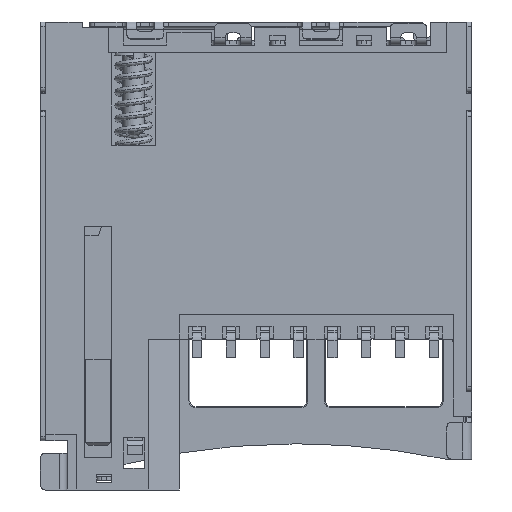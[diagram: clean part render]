
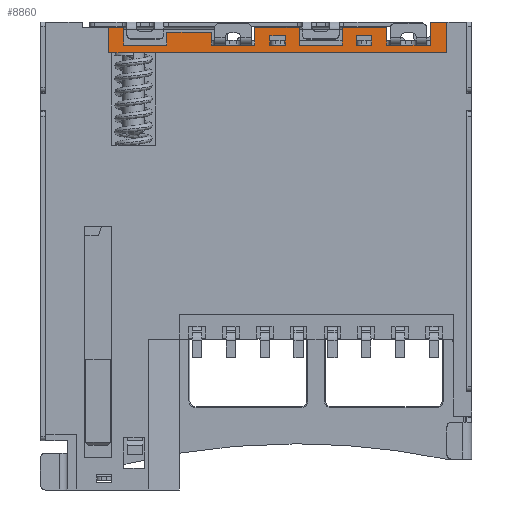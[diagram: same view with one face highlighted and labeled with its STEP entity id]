
A CAD part, front view. The second image highlights one B-rep face of the part: STEP entity #8860.
In plain terms, the highlighted planar face has unit normal (0, -1, 0).
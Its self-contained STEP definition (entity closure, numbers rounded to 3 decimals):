
#2098=DIRECTION('',(0.,0.,-1.));
#2099=VECTOR('',#2098,0.42);
#2100=CARTESIAN_POINT('',(-4.18,0.1,-0.33));
#2101=LINE('',#2100,#2099);
#2106=DIRECTION('',(-1.,0.,0.));
#2107=VECTOR('',#2106,1.45);
#2108=CARTESIAN_POINT('',(-2.73,0.1,-0.33));
#2109=LINE('',#2108,#2107);
#2118=DIRECTION('',(1.,0.,0.));
#2119=VECTOR('',#2118,1.4);
#2120=CARTESIAN_POINT('',(-2.73,0.1,-0.75));
#2121=LINE('',#2120,#2119);
#2122=DIRECTION('',(1.,0.,0.));
#2123=VECTOR('',#2122,1.4);
#2124=CARTESIAN_POINT('',(0.12,0.1,-0.75));
#2125=LINE('',#2124,#2123);
#2126=DIRECTION('',(1.,0.,0.));
#2127=VECTOR('',#2126,1.4);
#2128=CARTESIAN_POINT('',(2.97,0.1,-0.75));
#2129=LINE('',#2128,#2127);
#2130=DIRECTION('',(1.,0.,0.));
#2131=VECTOR('',#2130,0.5);
#2132=CARTESIAN_POINT('',(1.97,0.1,-0.75));
#2133=LINE('',#2132,#2131);
#2134=DIRECTION('',(0.,0.,-1.));
#2135=VECTOR('',#2134,0.3);
#2136=CARTESIAN_POINT('',(-0.83,0.1,-0.45));
#2137=LINE('',#2136,#2135);
#2138=DIRECTION('',(1.,0.,0.));
#2139=VECTOR('',#2138,0.5);
#2140=CARTESIAN_POINT('',(-0.83,0.1,-0.75));
#2141=LINE('',#2140,#2139);
#2154=DIRECTION('',(0.,0.,1.));
#2155=VECTOR('',#2154,0.42);
#2156=CARTESIAN_POINT('',(-2.73,0.1,-0.75));
#2157=LINE('',#2156,#2155);
#2222=DIRECTION('',(1.,0.,0.));
#2223=VECTOR('',#2222,1.4);
#2224=CARTESIAN_POINT('',(-5.96,0.1,-1.));
#2225=LINE('',#2224,#2223);
#2659=DIRECTION('',(0.,0.,1.));
#2660=VECTOR('',#2659,0.57);
#2661=CARTESIAN_POINT('',(-5.58,0.1,-0.75));
#2662=LINE('',#2661,#2660);
#2671=DIRECTION('',(-1.,0.,0.));
#2672=VECTOR('',#2671,0.5);
#2673=CARTESIAN_POINT('',(-5.58,0.1,-0.18));
#2674=LINE('',#2673,#2672);
#2699=DIRECTION('',(0.,0.,-1.));
#2700=VECTOR('',#2699,0.82);
#2701=CARTESIAN_POINT('',(-6.08,0.1,-0.18));
#2702=LINE('',#2701,#2700);
#2711=DIRECTION('',(1.,0.,0.));
#2712=VECTOR('',#2711,0.12);
#2713=CARTESIAN_POINT('',(-6.08,0.1,-1.));
#2714=LINE('',#2713,#2712);
#2835=DIRECTION('',(1.,0.,0.));
#2836=VECTOR('',#2835,9.48);
#2837=CARTESIAN_POINT('',(-4.56,0.1,-1.));
#2838=LINE('',#2837,#2836);
#2847=DIRECTION('',(0.,0.,1.));
#2848=VECTOR('',#2847,1.);
#2849=CARTESIAN_POINT('',(4.92,0.1,-1.));
#2850=LINE('',#2849,#2848);
#2855=DIRECTION('',(-1.,0.,0.));
#2856=VECTOR('',#2855,0.55);
#2857=CARTESIAN_POINT('',(4.92,0.1,0.));
#2858=LINE('',#2857,#2856);
#2875=DIRECTION('',(0.,0.,-1.));
#2876=VECTOR('',#2875,0.75);
#2877=CARTESIAN_POINT('',(4.37,0.1,0.));
#2878=LINE('',#2877,#2876);
#2919=DIRECTION('',(1.,0.,0.));
#2920=VECTOR('',#2919,0.5);
#2921=CARTESIAN_POINT('',(-0.83,0.1,-0.45));
#2922=LINE('',#2921,#2920);
#2927=DIRECTION('',(0.,0.,-1.));
#2928=VECTOR('',#2927,0.3);
#2929=CARTESIAN_POINT('',(-0.33,0.1,-0.45));
#2930=LINE('',#2929,#2928);
#2963=DIRECTION('',(0.,0.,1.));
#2964=VECTOR('',#2963,0.57);
#2965=CARTESIAN_POINT('',(0.12,0.1,-0.75));
#2966=LINE('',#2965,#2964);
#2987=DIRECTION('',(-1.,0.,0.));
#2988=VECTOR('',#2987,1.45);
#2989=CARTESIAN_POINT('',(0.12,0.1,-0.18));
#2990=LINE('',#2989,#2988);
#2995=DIRECTION('',(0.,0.,-1.));
#2996=VECTOR('',#2995,0.57);
#2997=CARTESIAN_POINT('',(-1.33,0.1,-0.18));
#2998=LINE('',#2997,#2996);
#3143=DIRECTION('',(0.,0.,1.));
#3144=VECTOR('',#3143,0.57);
#3145=CARTESIAN_POINT('',(2.97,0.1,-0.75));
#3146=LINE('',#3145,#3144);
#3179=DIRECTION('',(0.,0.,-1.));
#3180=VECTOR('',#3179,0.3);
#3181=CARTESIAN_POINT('',(2.47,0.1,-0.45));
#3182=LINE('',#3181,#3180);
#3203=DIRECTION('',(-1.,0.,0.));
#3204=VECTOR('',#3203,1.45);
#3205=CARTESIAN_POINT('',(2.97,0.1,-0.18));
#3206=LINE('',#3205,#3204);
#3231=DIRECTION('',(0.,0.,-1.));
#3232=VECTOR('',#3231,0.57);
#3233=CARTESIAN_POINT('',(1.52,0.1,-0.18));
#3234=LINE('',#3233,#3232);
#3251=DIRECTION('',(0.,0.,1.));
#3252=VECTOR('',#3251,0.3);
#3253=CARTESIAN_POINT('',(1.97,0.1,-0.75));
#3254=LINE('',#3253,#3252);
#3279=DIRECTION('',(1.,0.,0.));
#3280=VECTOR('',#3279,0.5);
#3281=CARTESIAN_POINT('',(1.97,0.1,-0.45));
#3282=LINE('',#3281,#3280);
#3287=DIRECTION('',(-1.,0.,0.));
#3288=VECTOR('',#3287,1.4);
#3289=CARTESIAN_POINT('',(-4.18,0.1,-0.75));
#3290=LINE('',#3289,#3288);
#4462=CARTESIAN_POINT('',(-1.33,0.1,-0.75));
#4464=VERTEX_POINT('',#4462);
#4476=CARTESIAN_POINT('',(4.37,0.1,-0.75));
#4478=VERTEX_POINT('',#4476);
#4480=CARTESIAN_POINT('',(2.47,0.1,-0.75));
#4482=VERTEX_POINT('',#4480);
#4484=CARTESIAN_POINT('',(1.52,0.1,-0.75));
#4486=VERTEX_POINT('',#4484);
#4488=CARTESIAN_POINT('',(0.12,0.1,-0.75));
#4489=VERTEX_POINT('',#4488);
#4490=CARTESIAN_POINT('',(-0.33,0.1,-0.75));
#4492=VERTEX_POINT('',#4490);
#4495=CARTESIAN_POINT('',(-0.83,0.1,-0.75));
#4497=VERTEX_POINT('',#4495);
#4504=CARTESIAN_POINT('',(2.47,0.1,-0.45));
#4505=VERTEX_POINT('',#4504);
#4506=CARTESIAN_POINT('',(1.97,0.1,-0.45));
#4507=VERTEX_POINT('',#4506);
#4508=CARTESIAN_POINT('',(1.97,0.1,-0.75));
#4509=VERTEX_POINT('',#4508);
#4510=CARTESIAN_POINT('',(-0.33,0.1,-0.45));
#4511=VERTEX_POINT('',#4510);
#4512=CARTESIAN_POINT('',(-0.83,0.1,-0.45));
#4513=VERTEX_POINT('',#4512);
#4514=CARTESIAN_POINT('',(-2.73,0.1,-0.33));
#4515=CARTESIAN_POINT('',(-4.18,0.1,-0.33));
#4516=VERTEX_POINT('',#4514);
#4517=VERTEX_POINT('',#4515);
#4518=CARTESIAN_POINT('',(-2.73,0.1,-0.75));
#4519=VERTEX_POINT('',#4518);
#4520=CARTESIAN_POINT('',(-1.33,0.1,-0.18));
#4521=VERTEX_POINT('',#4520);
#4522=CARTESIAN_POINT('',(2.97,0.1,-0.75));
#4523=CARTESIAN_POINT('',(2.97,0.1,-0.18));
#4524=VERTEX_POINT('',#4522);
#4525=VERTEX_POINT('',#4523);
#4526=CARTESIAN_POINT('',(4.92,0.1,-1.));
#4527=CARTESIAN_POINT('',(4.92,0.1,0.));
#4528=VERTEX_POINT('',#4526);
#4529=VERTEX_POINT('',#4527);
#4530=CARTESIAN_POINT('',(-4.56,0.1,-1.));
#4531=VERTEX_POINT('',#4530);
#4532=CARTESIAN_POINT('',(-6.08,0.1,-1.));
#4533=CARTESIAN_POINT('',(-5.96,0.1,-1.));
#4534=VERTEX_POINT('',#4532);
#4535=VERTEX_POINT('',#4533);
#4536=CARTESIAN_POINT('',(-6.08,0.1,-0.18));
#4537=VERTEX_POINT('',#4536);
#5454=CARTESIAN_POINT('',(4.37,0.1,0.));
#5455=VERTEX_POINT('',#5454);
#5468=CARTESIAN_POINT('',(-5.58,0.1,-0.75));
#5469=CARTESIAN_POINT('',(-5.58,0.1,-0.18));
#5470=VERTEX_POINT('',#5468);
#5471=VERTEX_POINT('',#5469);
#5472=CARTESIAN_POINT('',(1.52,0.1,-0.18));
#5473=VERTEX_POINT('',#5472);
#5474=CARTESIAN_POINT('',(0.12,0.1,-0.18));
#5475=VERTEX_POINT('',#5474);
#5512=CARTESIAN_POINT('',(-4.18,0.1,-0.75));
#5513=VERTEX_POINT('',#5512);
#8791=CARTESIAN_POINT('',(-0.58,0.1,-0.5));
#8792=DIRECTION('',(0.,1.,0.));
#8793=DIRECTION('',(0.,0.,1.));
#8794=AXIS2_PLACEMENT_3D('',#8791,#8792,#8793);
#8795=PLANE('',#8794);
#8796=ORIENTED_EDGE('',*,*,#8782,.F.);
#8798=ORIENTED_EDGE('',*,*,#8797,.F.);
#8800=ORIENTED_EDGE('',*,*,#8799,.T.);
#8802=ORIENTED_EDGE('',*,*,#8801,.F.);
#8804=ORIENTED_EDGE('',*,*,#8803,.F.);
#8806=ORIENTED_EDGE('',*,*,#8805,.F.);
#8808=ORIENTED_EDGE('',*,*,#8807,.T.);
#8810=ORIENTED_EDGE('',*,*,#8809,.F.);
#8812=ORIENTED_EDGE('',*,*,#8811,.F.);
#8814=ORIENTED_EDGE('',*,*,#8813,.F.);
#8816=ORIENTED_EDGE('',*,*,#8815,.T.);
#8818=ORIENTED_EDGE('',*,*,#8817,.F.);
#8820=ORIENTED_EDGE('',*,*,#8819,.F.);
#8822=ORIENTED_EDGE('',*,*,#8821,.F.);
#8824=ORIENTED_EDGE('',*,*,#8823,.F.);
#8826=ORIENTED_EDGE('',*,*,#8825,.F.);
#8828=ORIENTED_EDGE('',*,*,#8827,.F.);
#8830=ORIENTED_EDGE('',*,*,#8829,.F.);
#8832=ORIENTED_EDGE('',*,*,#8831,.F.);
#8834=ORIENTED_EDGE('',*,*,#8833,.F.);
#8836=ORIENTED_EDGE('',*,*,#8835,.F.);
#8837=ORIENTED_EDGE('',*,*,#8769,.F.);
#8838=EDGE_LOOP('',(#8796,#8798,#8800,#8802,#8804,#8806,#8808,#8810,#8812,#8814,
#8816,#8818,#8820,#8822,#8824,#8826,#8828,#8830,#8832,#8834,#8836,#8837));
#8839=FACE_OUTER_BOUND('',#8838,.F.);
#8841=ORIENTED_EDGE('',*,*,#8840,.F.);
#8843=ORIENTED_EDGE('',*,*,#8842,.F.);
#8845=ORIENTED_EDGE('',*,*,#8844,.F.);
#8847=ORIENTED_EDGE('',*,*,#8846,.T.);
#8848=EDGE_LOOP('',(#8841,#8843,#8845,#8847));
#8849=FACE_BOUND('',#8848,.F.);
#8851=ORIENTED_EDGE('',*,*,#8850,.F.);
#8853=ORIENTED_EDGE('',*,*,#8852,.F.);
#8855=ORIENTED_EDGE('',*,*,#8854,.T.);
#8857=ORIENTED_EDGE('',*,*,#8856,.T.);
#8858=EDGE_LOOP('',(#8851,#8853,#8855,#8857));
#8859=FACE_BOUND('',#8858,.F.);
#8860=ADVANCED_FACE('',(#8839,#8849,#8859),#8795,.F.);
#8769=EDGE_CURVE('',#4517,#5513,#2101,.T.);
#8782=EDGE_CURVE('',#4516,#4517,#2109,.T.);
#8797=EDGE_CURVE('',#4519,#4516,#2157,.T.);
#8799=EDGE_CURVE('',#4519,#4464,#2121,.T.);
#8801=EDGE_CURVE('',#4521,#4464,#2998,.T.);
#8803=EDGE_CURVE('',#5475,#4521,#2990,.T.);
#8805=EDGE_CURVE('',#4489,#5475,#2966,.T.);
#8807=EDGE_CURVE('',#4489,#4486,#2125,.T.);
#8809=EDGE_CURVE('',#5473,#4486,#3234,.T.);
#8811=EDGE_CURVE('',#4525,#5473,#3206,.T.);
#8813=EDGE_CURVE('',#4524,#4525,#3146,.T.);
#8815=EDGE_CURVE('',#4524,#4478,#2129,.T.);
#8817=EDGE_CURVE('',#5455,#4478,#2878,.T.);
#8819=EDGE_CURVE('',#4529,#5455,#2858,.T.);
#8821=EDGE_CURVE('',#4528,#4529,#2850,.T.);
#8823=EDGE_CURVE('',#4531,#4528,#2838,.T.);
#8825=EDGE_CURVE('',#4535,#4531,#2225,.T.);
#8827=EDGE_CURVE('',#4534,#4535,#2714,.T.);
#8829=EDGE_CURVE('',#4537,#4534,#2702,.T.);
#8831=EDGE_CURVE('',#5471,#4537,#2674,.T.);
#8833=EDGE_CURVE('',#5470,#5471,#2662,.T.);
#8835=EDGE_CURVE('',#5513,#5470,#3290,.T.);
#8840=EDGE_CURVE('',#4505,#4482,#3182,.T.);
#8842=EDGE_CURVE('',#4507,#4505,#3282,.T.);
#8844=EDGE_CURVE('',#4509,#4507,#3254,.T.);
#8846=EDGE_CURVE('',#4509,#4482,#2133,.T.);
#8850=EDGE_CURVE('',#4511,#4492,#2930,.T.);
#8852=EDGE_CURVE('',#4513,#4511,#2922,.T.);
#8854=EDGE_CURVE('',#4513,#4497,#2137,.T.);
#8856=EDGE_CURVE('',#4497,#4492,#2141,.T.);
